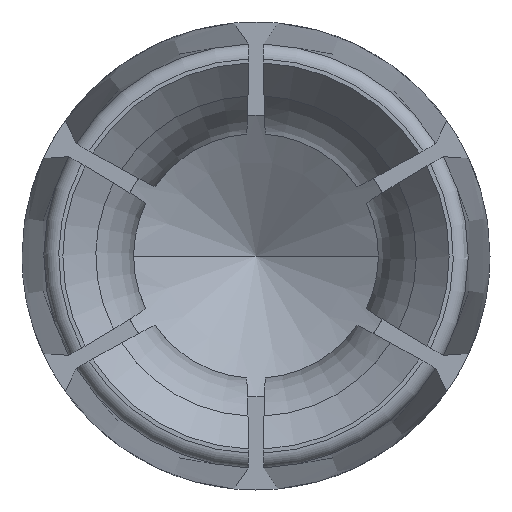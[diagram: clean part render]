
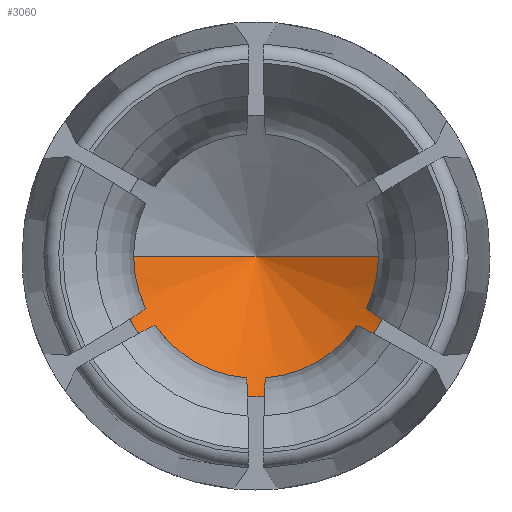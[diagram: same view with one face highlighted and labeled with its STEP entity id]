
A CAD part, front view. The second image highlights one B-rep face of the part: STEP entity #3060.
In plain terms, the highlighted conical face has half-angle 59 degrees and reference radius 0.969 mm.
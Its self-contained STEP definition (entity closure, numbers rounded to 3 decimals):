
#689=CARTESIAN_POINT('',(0.,13.6,0.));
#690=DIRECTION('',(0.,1.,0.));
#691=DIRECTION('',(1.,0.,0.));
#692=AXIS2_PLACEMENT_3D('',#689,#690,#691);
#697=DIRECTION('',(0.857,0.515,0.));
#698=VECTOR('',#697,2.217);
#699=CARTESIAN_POINT('',(-1.9,13.6,0.));
#700=LINE('',#699,#698);
#704=DIRECTION('',(-0.857,0.515,0.));
#705=VECTOR('',#704,2.217);
#706=CARTESIAN_POINT('',(1.9,13.6,0.));
#707=LINE('',#706,#705);
#2468=CARTESIAN_POINT('',(-1.9,13.6,0.));
#2470=VERTEX_POINT('',#2468);
#2500=CARTESIAN_POINT('',(1.9,13.6,0.));
#2501=VERTEX_POINT('',#2500);
#2520=CARTESIAN_POINT('',(0.,14.742,0.));
#2521=VERTEX_POINT('',#2520);
#3048=CARTESIAN_POINT('',(0.,14.159,0.));
#3049=DIRECTION('',(0.,-1.,0.));
#3050=DIRECTION('',(-1.,0.,0.));
#3051=AXIS2_PLACEMENT_3D('',#3048,#3049,#3050);
#3052=CONICAL_SURFACE('',#3051,0.969,59.);
#3054=ORIENTED_EDGE('',*,*,#3053,.F.);
#3055=ORIENTED_EDGE('',*,*,#3013,.T.);
#3057=ORIENTED_EDGE('',*,*,#3056,.T.);
#3058=EDGE_LOOP('',(#3054,#3055,#3057));
#3059=FACE_OUTER_BOUND('',#3058,.F.);
#3060=ADVANCED_FACE('',(#3059),#3052,.F.);
#693=CIRCLE('',#692,1.9);
#3013=EDGE_CURVE('',#2501,#2470,#693,.T.);
#3053=EDGE_CURVE('',#2501,#2521,#707,.T.);
#3056=EDGE_CURVE('',#2470,#2521,#700,.T.);
